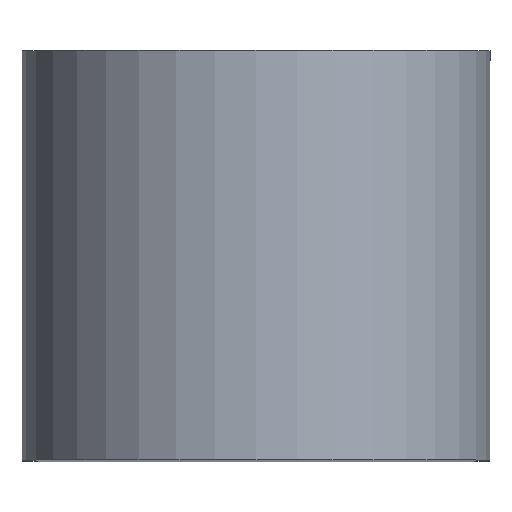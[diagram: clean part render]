
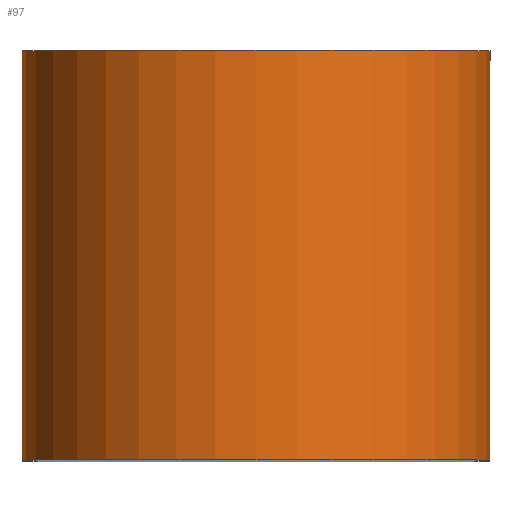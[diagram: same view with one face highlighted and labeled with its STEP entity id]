
A CAD part, top view. The second image highlights one B-rep face of the part: STEP entity #97.
In plain terms, the highlighted cylindrical face has radius 4 mm (diameter 8 mm), a partial arc.
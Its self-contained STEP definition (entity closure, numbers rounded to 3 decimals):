
#19=FACE_OUTER_BOUND('',#25,.T.);
#25=EDGE_LOOP('',(#71,#72,#73,#74));
#31=LINE('',#163,#39);
#32=LINE('',#166,#40);
#39=VECTOR('',#133,10.);
#40=VECTOR('',#136,10.);
#47=CIRCLE('',#118,4.);
#48=CIRCLE('',#119,4.);
#51=VERTEX_POINT('',#159);
#52=VERTEX_POINT('',#160);
#53=VERTEX_POINT('',#162);
#54=VERTEX_POINT('',#164);
#59=EDGE_CURVE('',#51,#52,#47,.T.);
#60=EDGE_CURVE('',#51,#53,#31,.T.);
#61=EDGE_CURVE('',#54,#53,#48,.T.);
#62=EDGE_CURVE('',#52,#54,#32,.T.);
#71=ORIENTED_EDGE('',*,*,#59,.F.);
#72=ORIENTED_EDGE('',*,*,#60,.T.);
#73=ORIENTED_EDGE('',*,*,#61,.F.);
#74=ORIENTED_EDGE('',*,*,#62,.F.);
#95=CYLINDRICAL_SURFACE('',#117,4.);
#97=ADVANCED_FACE('',(#19),#95,.T.);
#117=AXIS2_PLACEMENT_3D('',#158,#129,#130);
#118=AXIS2_PLACEMENT_3D('',#161,#131,#132);
#119=AXIS2_PLACEMENT_3D('',#165,#134,#135);
#129=DIRECTION('center_axis',(0.,1.,0.));
#130=DIRECTION('ref_axis',(-1.,0.,0.));
#131=DIRECTION('center_axis',(0.,-1.,0.));
#132=DIRECTION('ref_axis',(-1.,0.,0.));
#133=DIRECTION('',(0.,1.,0.));
#134=DIRECTION('center_axis',(0.,1.,0.));
#135=DIRECTION('ref_axis',(-1.,0.,0.));
#136=DIRECTION('',(0.,1.,0.));
#158=CARTESIAN_POINT('Origin',(0.,8.5,-42.));
#159=CARTESIAN_POINT('',(4.,8.5,-42.));
#160=CARTESIAN_POINT('',(-4.,8.5,-42.));
#161=CARTESIAN_POINT('Origin',(0.,8.5,-42.));
#162=CARTESIAN_POINT('',(4.,15.5,-42.));
#163=CARTESIAN_POINT('',(4.,8.5,-42.));
#164=CARTESIAN_POINT('',(-4.,15.5,-42.));
#165=CARTESIAN_POINT('Origin',(0.,15.5,-42.));
#166=CARTESIAN_POINT('',(-4.,8.5,-42.));
